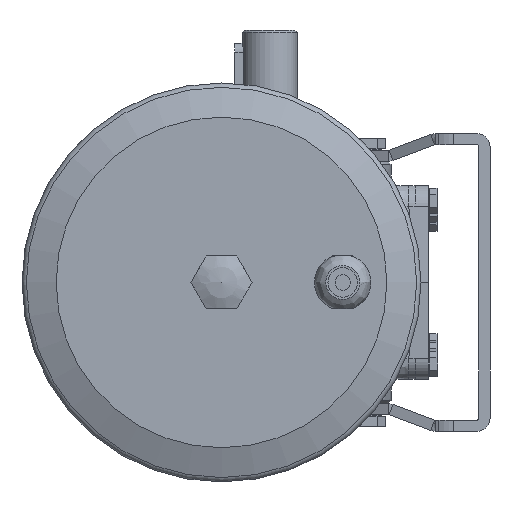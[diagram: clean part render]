
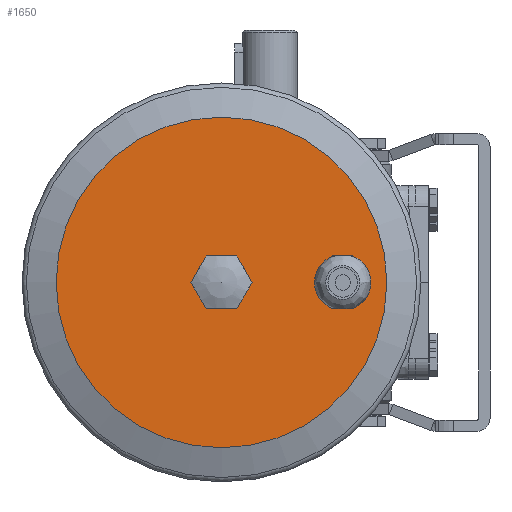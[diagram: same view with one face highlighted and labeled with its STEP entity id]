
A CAD part, left-side view. The second image highlights one B-rep face of the part: STEP entity #1650.
In plain terms, the highlighted planar face has unit normal (-1, 0, 0).
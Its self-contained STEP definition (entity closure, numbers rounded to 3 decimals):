
#1650 = ADVANCED_FACE( '', ( #4109, #4110, #4111 ), #4112, .T. );
#4109 = FACE_BOUND( '', #10544, .T. );
#4110 = FACE_OUTER_BOUND( '', #10545, .T. );
#4111 = FACE_BOUND( '', #10546, .T. );
#4112 = PLANE( '', #10547 );
#10544 = EDGE_LOOP( '', ( #21624, #21625, #21626, #21627 ) );
#10545 = EDGE_LOOP( '', ( #21628 ) );
#10546 = EDGE_LOOP( '', ( #21629, #21630, #21631, #21632, #21633, #21634 ) );
#10547 = AXIS2_PLACEMENT_3D( '', #21635, #21636, #21637 );
#21624 = ORIENTED_EDGE( '', *, *, #28334, .F. );
#21625 = ORIENTED_EDGE( '', *, *, #28335, .F. );
#21626 = ORIENTED_EDGE( '', *, *, #28336, .F. );
#21627 = ORIENTED_EDGE( '', *, *, #28337, .T. );
#21628 = ORIENTED_EDGE( '', *, *, #28338, .T. );
#21629 = ORIENTED_EDGE( '', *, *, #27938, .T. );
#21630 = ORIENTED_EDGE( '', *, *, #28339, .T. );
#21631 = ORIENTED_EDGE( '', *, *, #28340, .T. );
#21632 = ORIENTED_EDGE( '', *, *, #28341, .T. );
#21633 = ORIENTED_EDGE( '', *, *, #28342, .T. );
#21634 = ORIENTED_EDGE( '', *, *, #28343, .T. );
#21635 = CARTESIAN_POINT( '', ( -522.5, -53.2, 0. ) );
#21636 = DIRECTION( '', ( -1., 0., 0. ) );
#21637 = DIRECTION( '', ( 0., -1., 0. ) );
#27938 = EDGE_CURVE( '', #31595, #31599, #31601, .T. );
#28334 = EDGE_CURVE( '', #32225, #32226, #32227, .T. );
#28335 = EDGE_CURVE( '', #32228, #32225, #32229, .T. );
#28336 = EDGE_CURVE( '', #32230, #32228, #32231, .T. );
#28337 = EDGE_CURVE( '', #32230, #32226, #32232, .T. );
#28338 = EDGE_CURVE( '', #32233, #32233, #32234, .T. );
#28339 = EDGE_CURVE( '', #31599, #32235, #32236, .T. );
#28340 = EDGE_CURVE( '', #32235, #32237, #32238, .T. );
#28341 = EDGE_CURVE( '', #32237, #32239, #32240, .T. );
#28342 = EDGE_CURVE( '', #32239, #32241, #32242, .T. );
#28343 = EDGE_CURVE( '', #32241, #31595, #32243, .T. );
#31595 = VERTEX_POINT( '', #38103 );
#31599 = VERTEX_POINT( '', #38108 );
#31601 = LINE( '', #38111, #38112 );
#32225 = VERTEX_POINT( '', #39341 );
#32226 = VERTEX_POINT( '', #39342 );
#32227 = CIRCLE( '', #39343, 12.8 );
#32228 = VERTEX_POINT( '', #39344 );
#32229 = LINE( '', #39345, #39346 );
#32230 = VERTEX_POINT( '', #39347 );
#32231 = CIRCLE( '', #39348, 12.8 );
#32232 = LINE( '', #39349, #39350 );
#32233 = VERTEX_POINT( '', #39351 );
#32234 = CIRCLE( '', #39352, 75. );
#32235 = VERTEX_POINT( '', #39353 );
#32236 = LINE( '', #39354, #39355 );
#32237 = VERTEX_POINT( '', #39356 );
#32238 = LINE( '', #39357, #39358 );
#32239 = VERTEX_POINT( '', #39359 );
#32240 = LINE( '', #39360, #39361 );
#32241 = VERTEX_POINT( '', #39362 );
#32242 = LINE( '', #39363, #39364 );
#32243 = LINE( '', #39365, #39366 );
#38103 = CARTESIAN_POINT( '', ( -522.5, 28.728, -12. ) );
#38108 = CARTESIAN_POINT( '', ( -522.5, 35.656, 0. ) );
#38111 = CARTESIAN_POINT( '', ( -522.5, 28.728, -12. ) );
#38112 = VECTOR( '', #45631, 1000. );
#39341 = CARTESIAN_POINT( '', ( -522.5, -28.746, 12. ) );
#39342 = CARTESIAN_POINT( '', ( -522.5, -28.746, -12. ) );
#39343 = AXIS2_PLACEMENT_3D( '', #46113, #46114, #46115 );
#39344 = CARTESIAN_POINT( '', ( -522.5, -37.654, 12. ) );
#39345 = CARTESIAN_POINT( '', ( -522.5, -37.654, 12. ) );
#39346 = VECTOR( '', #46116, 1000. );
#39347 = CARTESIAN_POINT( '', ( -522.5, -37.654, -12. ) );
#39348 = AXIS2_PLACEMENT_3D( '', #46117, #46118, #46119 );
#39349 = CARTESIAN_POINT( '', ( -522.5, -37.654, -12. ) );
#39350 = VECTOR( '', #46120, 1000. );
#39351 = CARTESIAN_POINT( '', ( -522.5, -53.2, 0. ) );
#39352 = AXIS2_PLACEMENT_3D( '', #46121, #46122, #46123 );
#39353 = CARTESIAN_POINT( '', ( -522.5, 28.728, 12. ) );
#39354 = CARTESIAN_POINT( '', ( -522.5, 35.656, 0. ) );
#39355 = VECTOR( '', #46124, 1000. );
#39356 = CARTESIAN_POINT( '', ( -522.5, 14.872, 12. ) );
#39357 = CARTESIAN_POINT( '', ( -522.5, 28.728, 12. ) );
#39358 = VECTOR( '', #46125, 1000. );
#39359 = CARTESIAN_POINT( '', ( -522.5, 7.944, 0. ) );
#39360 = CARTESIAN_POINT( '', ( -522.5, 14.872, 12. ) );
#39361 = VECTOR( '', #46126, 1000. );
#39362 = CARTESIAN_POINT( '', ( -522.5, 14.872, -12. ) );
#39363 = CARTESIAN_POINT( '', ( -522.5, 7.944, 0. ) );
#39364 = VECTOR( '', #46127, 1000. );
#39365 = CARTESIAN_POINT( '', ( -522.5, 14.872, -12. ) );
#39366 = VECTOR( '', #46128, 1000. );
#45631 = DIRECTION( '', ( 0., 0.5, 0.866 ) );
#46113 = CARTESIAN_POINT( '', ( -522.5, -33.2, 0. ) );
#46114 = DIRECTION( '', ( -1., 0., 0. ) );
#46115 = DIRECTION( '', ( 0., -1., 0. ) );
#46116 = DIRECTION( '', ( 0., 1., 0. ) );
#46117 = CARTESIAN_POINT( '', ( -522.5, -33.2, 0. ) );
#46118 = DIRECTION( '', ( -1., 0., 0. ) );
#46119 = DIRECTION( '', ( 0., -1., 0. ) );
#46120 = DIRECTION( '', ( 0., 1., 0. ) );
#46121 = CARTESIAN_POINT( '', ( -522.5, 21.8, 0. ) );
#46122 = DIRECTION( '', ( -1., 0., 0. ) );
#46123 = DIRECTION( '', ( 0., -1., 0. ) );
#46124 = DIRECTION( '', ( 0., -0.5, 0.866 ) );
#46125 = DIRECTION( '', ( 0., -1., 0. ) );
#46126 = DIRECTION( '', ( 0., -0.5, -0.866 ) );
#46127 = DIRECTION( '', ( 0., 0.5, -0.866 ) );
#46128 = DIRECTION( '', ( 0., 1., 0. ) );
